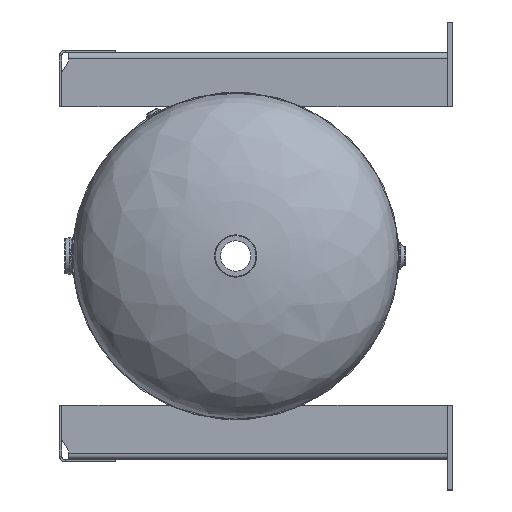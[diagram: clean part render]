
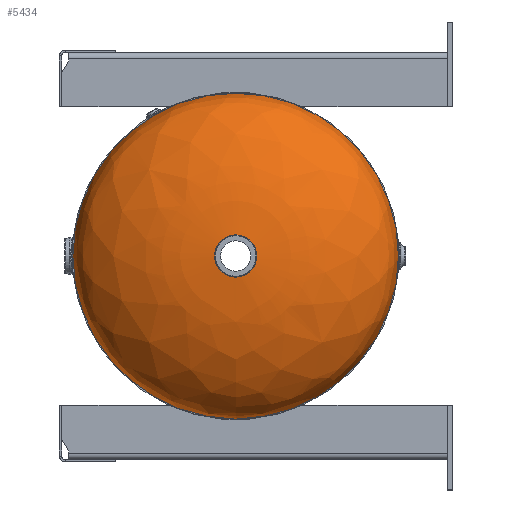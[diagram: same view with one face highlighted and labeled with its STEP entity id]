
A CAD part, left-side view. The second image highlights one B-rep face of the part: STEP entity #5434.
In plain terms, the highlighted free-form (B-spline) face has degree [2, 2] with [3, 9] control points.
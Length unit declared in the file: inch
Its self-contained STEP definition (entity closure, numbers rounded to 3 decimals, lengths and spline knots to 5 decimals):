
#153=ELLIPSE('',#5916,12.,6.0745);
#157=(
BOUNDED_SURFACE()
B_SPLINE_SURFACE(2,2,((#8516,#8517,#8518,#8519,#8520,#8521,#8522,#8523,
#8524),(#8525,#8526,#8527,#8528,#8529,#8530,#8531,#8532,#8533),(#8534,#8535,
#8536,#8537,#8538,#8539,#8540,#8541,#8542)),.UNSPECIFIED.,.F.,.T.,.F.)
B_SPLINE_SURFACE_WITH_KNOTS((3,3),(3,2,2,2,3),(0.,1.5708),
(0.,1.5708,3.14159,4.71239,6.28319),
 .UNSPECIFIED.)
GEOMETRIC_REPRESENTATION_ITEM()
RATIONAL_B_SPLINE_SURFACE(((1.,0.707,1.,0.707,1.,
0.707,1.,0.707,1.),(0.707,0.5,0.707,
0.5,0.707,0.5,0.707,0.5,0.707),(1.,
0.707,1.,0.707,1.,0.707,1.,0.707,
1.)))
REPRESENTATION_ITEM('')
SURFACE()
);
#271=CIRCLE('',#5892,1.34375);
#282=CIRCLE('',#5911,12.);
#1809=FACE_OUTER_BOUND('',#2182,.T.);
#2182=EDGE_LOOP('',(#3978,#3979,#3980,#3981));
#2669=VERTEX_POINT('',#8478);
#2680=VERTEX_POINT('',#8508);
#3181=EDGE_CURVE('',#2669,#2669,#271,.T.);
#3192=EDGE_CURVE('',#2680,#2680,#282,.T.);
#3195=EDGE_CURVE('',#2669,#2680,#153,.T.);
#3978=ORIENTED_EDGE('',*,*,#3181,.T.);
#3979=ORIENTED_EDGE('',*,*,#3195,.T.);
#3980=ORIENTED_EDGE('',*,*,#3192,.F.);
#3981=ORIENTED_EDGE('',*,*,#3195,.F.);
#5434=ADVANCED_FACE('',(#1809),#157,.T.);
#5892=AXIS2_PLACEMENT_3D('',#8479,#6403,#6404);
#5911=AXIS2_PLACEMENT_3D('',#8509,#6441,#6442);
#5916=AXIS2_PLACEMENT_3D('',#8543,#6451,#6452);
#6403=DIRECTION('center_axis',(0.,-1.,0.));
#6404=DIRECTION('ref_axis',(0.809,0.,-0.588));
#6441=DIRECTION('center_axis',(0.,-1.,0.));
#6442=DIRECTION('ref_axis',(1.,0.,0.));
#6451=DIRECTION('center_axis',(0.,0.,-1.));
#6452=DIRECTION('ref_axis',(1.,0.,0.));
#8478=CARTESIAN_POINT('',(1.34375,6.03629,0.));
#8479=CARTESIAN_POINT('Origin',(0.,6.03629,0.));
#8508=CARTESIAN_POINT('',(12.,0.,0.));
#8509=CARTESIAN_POINT('Origin',(0.,0.,0.));
#8516=CARTESIAN_POINT('Ctrl Pts',(12.,0.,0.));
#8517=CARTESIAN_POINT('Ctrl Pts',(12.,0.,12.));
#8518=CARTESIAN_POINT('Ctrl Pts',(0.,0.,12.));
#8519=CARTESIAN_POINT('Ctrl Pts',(-12.,0.,12.));
#8520=CARTESIAN_POINT('Ctrl Pts',(-12.,0.,0.));
#8521=CARTESIAN_POINT('Ctrl Pts',(-12.,0.,-12.));
#8522=CARTESIAN_POINT('Ctrl Pts',(0.,0.,-12.));
#8523=CARTESIAN_POINT('Ctrl Pts',(12.,0.,-12.));
#8524=CARTESIAN_POINT('Ctrl Pts',(12.,0.,0.));
#8525=CARTESIAN_POINT('Ctrl Pts',(12.,6.0745,0.));
#8526=CARTESIAN_POINT('Ctrl Pts',(12.,6.0745,12.));
#8527=CARTESIAN_POINT('Ctrl Pts',(0.,6.0745,12.));
#8528=CARTESIAN_POINT('Ctrl Pts',(-12.,6.0745,12.));
#8529=CARTESIAN_POINT('Ctrl Pts',(-12.,6.0745,0.));
#8530=CARTESIAN_POINT('Ctrl Pts',(-12.,6.0745,-12.));
#8531=CARTESIAN_POINT('Ctrl Pts',(0.,6.0745,-12.));
#8532=CARTESIAN_POINT('Ctrl Pts',(12.,6.0745,-12.));
#8533=CARTESIAN_POINT('Ctrl Pts',(12.,6.0745,0.));
#8534=CARTESIAN_POINT('Ctrl Pts',(0.,6.0745,0.));
#8535=CARTESIAN_POINT('Ctrl Pts',(0.,6.0745,0.));
#8536=CARTESIAN_POINT('Ctrl Pts',(0.,6.0745,0.));
#8537=CARTESIAN_POINT('Ctrl Pts',(0.,6.0745,0.));
#8538=CARTESIAN_POINT('Ctrl Pts',(0.,6.0745,0.));
#8539=CARTESIAN_POINT('Ctrl Pts',(0.,6.0745,0.));
#8540=CARTESIAN_POINT('Ctrl Pts',(0.,6.0745,0.));
#8541=CARTESIAN_POINT('Ctrl Pts',(0.,6.0745,0.));
#8542=CARTESIAN_POINT('Ctrl Pts',(0.,6.0745,0.));
#8543=CARTESIAN_POINT('Origin',(0.,0.,0.));
